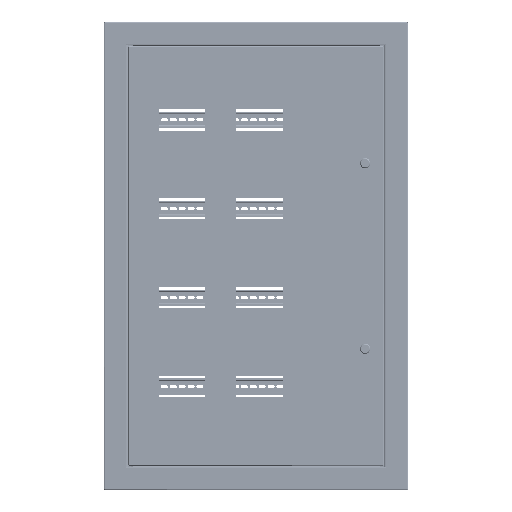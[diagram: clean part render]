
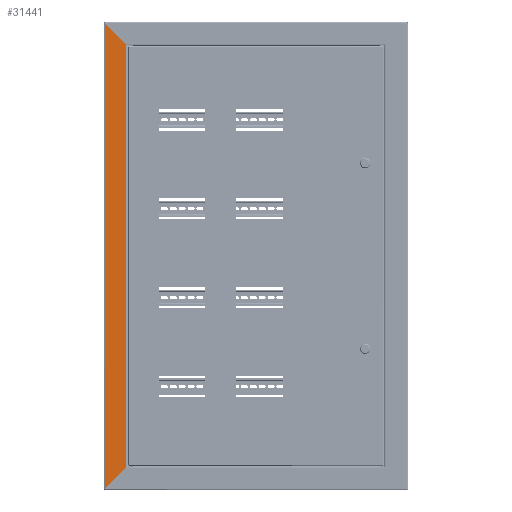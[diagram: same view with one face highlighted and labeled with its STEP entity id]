
A CAD part, top view. The second image highlights one B-rep face of the part: STEP entity #31441.
In plain terms, the highlighted face is planar.
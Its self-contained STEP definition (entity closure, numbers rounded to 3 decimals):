
#259 = EDGE_CURVE ( 'NONE', #2810, #17673, #73705, .T. ) ;
#2810 = VERTEX_POINT ( 'NONE', #75849 ) ;
#4102 = DIRECTION ( 'NONE',  ( 0.707, -0.707, 0. ) ) ;
#6446 = LINE ( 'NONE', #12476, #11554 ) ;
#7540 = CARTESIAN_POINT ( 'NONE',  ( 0., 1000., -1. ) ) ;
#11554 = VECTOR ( 'NONE', #18516, 1000. ) ;
#12476 = CARTESIAN_POINT ( 'NONE',  ( -2., 1000., -1. ) ) ;
#14392 = PLANE ( 'NONE',  #67112 ) ;
#14928 = VERTEX_POINT ( 'NONE', #57229 ) ;
#17673 = VERTEX_POINT ( 'NONE', #59306 ) ;
#18516 = DIRECTION ( 'NONE',  ( 0., -1., 0. ) ) ;
#22907 = CARTESIAN_POINT ( 'NONE',  ( -48., 0., -1. ) ) ;
#23238 = ORIENTED_EDGE ( 'NONE', *, *, #54647, .T. ) ;
#23742 = LINE ( 'NONE', #77822, #63644 ) ;
#31441 = ADVANCED_FACE ( 'NONE', ( #42721 ), #14392, .F. ) ;
#32782 = VECTOR ( 'NONE', #4102, 1000. ) ;
#34226 = VERTEX_POINT ( 'NONE', #67204 ) ;
#38967 = DIRECTION ( 'NONE',  ( 0., 0., 1. ) ) ;
#42721 = FACE_OUTER_BOUND ( 'NONE', #67090, .T. ) ;
#46090 = VECTOR ( 'NONE', #47485, 1000. ) ;
#47115 = EDGE_CURVE ( 'NONE', #17673, #14928, #47206, .T. ) ;
#47206 = LINE ( 'NONE', #72240, #32782 ) ;
#47485 = DIRECTION ( 'NONE',  ( 0., 1., 0. ) ) ;
#51625 = ORIENTED_EDGE ( 'NONE', *, *, #47115, .T. ) ;
#54647 = EDGE_CURVE ( 'NONE', #14928, #34226, #6446, .T. ) ;
#54763 = DIRECTION ( 'NONE',  ( 0.707, 0.707, 0. ) ) ;
#57229 = CARTESIAN_POINT ( 'NONE',  ( -2., 952., -1. ) ) ;
#59306 = CARTESIAN_POINT ( 'NONE',  ( -48., 998., -1. ) ) ;
#61303 = ORIENTED_EDGE ( 'NONE', *, *, #78148, .F. ) ;
#63583 = DIRECTION ( 'NONE',  ( 1., 0., 0. ) ) ;
#63644 = VECTOR ( 'NONE', #54763, 1000. ) ;
#67090 = EDGE_LOOP ( 'NONE', ( #51625, #23238, #61303, #74033 ) ) ;
#67112 = AXIS2_PLACEMENT_3D ( 'NONE', #7540, #38967, #63583 ) ;
#67204 = CARTESIAN_POINT ( 'NONE',  ( -2., 48., -1. ) ) ;
#72240 = CARTESIAN_POINT ( 'NONE',  ( -25., 975., -1. ) ) ;
#73705 = LINE ( 'NONE', #22907, #46090 ) ;
#74033 = ORIENTED_EDGE ( 'NONE', *, *, #259, .T. ) ;
#75849 = CARTESIAN_POINT ( 'NONE',  ( -48., 2., -1. ) ) ;
#77822 = CARTESIAN_POINT ( 'NONE',  ( -50., 0., -1. ) ) ;
#78148 = EDGE_CURVE ( 'NONE', #2810, #34226, #23742, .T. ) ;
